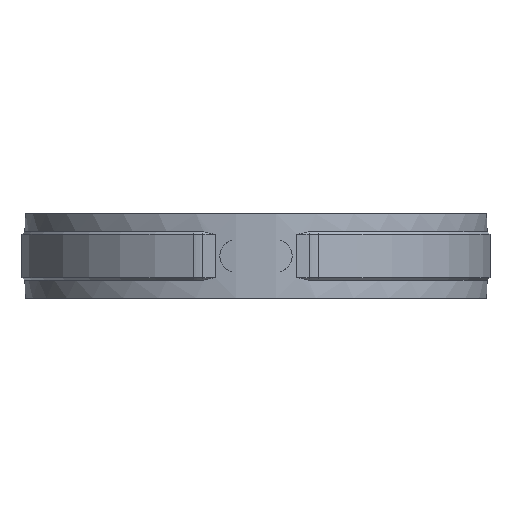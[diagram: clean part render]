
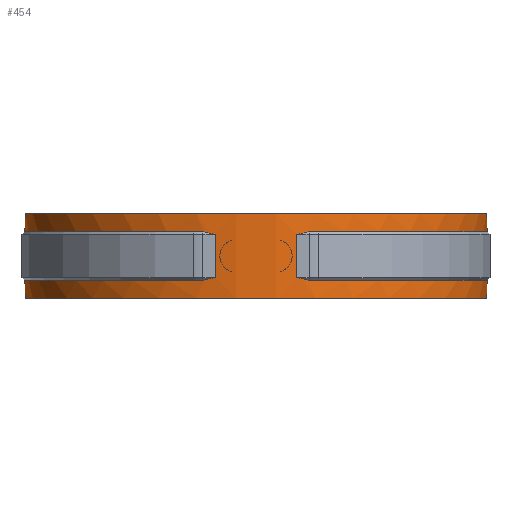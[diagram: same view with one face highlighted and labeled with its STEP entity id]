
A CAD part, front view. The second image highlights one B-rep face of the part: STEP entity #454.
In plain terms, the highlighted cylindrical face has radius 96 mm (diameter 192 mm), a partial arc.
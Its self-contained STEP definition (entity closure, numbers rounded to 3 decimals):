
#454 = ADVANCED_FACE( '', ( #806 ), #807, .T. );
#806 = FACE_OUTER_BOUND( '', #1941, .T. );
#807 = CYLINDRICAL_SURFACE( '', #1942, 96. );
#1941 = EDGE_LOOP( '', ( #4644, #4645, #4646, #4647, #4648, #4649, #4650, #4651, #4652, #4653, #4654, #4655, #4656, #4657, #4658, #4659 ) );
#1942 = AXIS2_PLACEMENT_3D( '', #4660, #4661, #4662 );
#4644 = ORIENTED_EDGE( '', *, *, #5353, .T. );
#4645 = ORIENTED_EDGE( '', *, *, #5354, .T. );
#4646 = ORIENTED_EDGE( '', *, *, #5355, .T. );
#4647 = ORIENTED_EDGE( '', *, *, #5356, .T. );
#4648 = ORIENTED_EDGE( '', *, *, #5357, .T. );
#4649 = ORIENTED_EDGE( '', *, *, #5358, .F. );
#4650 = ORIENTED_EDGE( '', *, *, #5359, .T. );
#4651 = ORIENTED_EDGE( '', *, *, #5360, .F. );
#4652 = ORIENTED_EDGE( '', *, *, #5341, .F. );
#4653 = ORIENTED_EDGE( '', *, *, #5361, .T. );
#4654 = ORIENTED_EDGE( '', *, *, #5362, .T. );
#4655 = ORIENTED_EDGE( '', *, *, #5363, .F. );
#4656 = ORIENTED_EDGE( '', *, *, #5364, .T. );
#4657 = ORIENTED_EDGE( '', *, *, #5365, .F. );
#4658 = ORIENTED_EDGE( '', *, *, #5345, .F. );
#4659 = ORIENTED_EDGE( '', *, *, #5366, .T. );
#4660 = CARTESIAN_POINT( '', ( 0., 0., -33.5 ) );
#4661 = DIRECTION( '', ( 0., 0., -1. ) );
#4662 = DIRECTION( '', ( 0., 1., 0. ) );
#5341 = EDGE_CURVE( '', #6074, #6076, #6077, .T. );
#5345 = EDGE_CURVE( '', #6082, #6069, #6084, .T. );
#5353 = EDGE_CURVE( '', #6095, #6096, #6097, .T. );
#5354 = EDGE_CURVE( '', #6096, #6098, #6099, .T. );
#5355 = EDGE_CURVE( '', #6098, #6100, #6101, .T. );
#5356 = EDGE_CURVE( '', #6100, #6102, #6103, .T. );
#5357 = EDGE_CURVE( '', #6102, #6104, #6105, .F. );
#5358 = EDGE_CURVE( '', #6106, #6104, #6107, .T. );
#5359 = EDGE_CURVE( '', #6106, #6108, #6109, .T. );
#5360 = EDGE_CURVE( '', #6076, #6108, #6110, .T. );
#5361 = EDGE_CURVE( '', #6074, #6111, #6112, .T. );
#5362 = EDGE_CURVE( '', #6111, #6113, #6114, .F. );
#5363 = EDGE_CURVE( '', #6115, #6113, #6116, .T. );
#5364 = EDGE_CURVE( '', #6115, #6117, #6118, .T. );
#5365 = EDGE_CURVE( '', #6069, #6117, #6119, .T. );
#5366 = EDGE_CURVE( '', #6082, #6095, #6120, .T. );
#6069 = VERTEX_POINT( '', #9351 );
#6074 = VERTEX_POINT( '', #9361 );
#6076 = VERTEX_POINT( '', #9364 );
#6077 = LINE( '', #9365, #9366 );
#6082 = VERTEX_POINT( '', #9373 );
#6084 = LINE( '', #9376, #9377 );
#6095 = VERTEX_POINT( '', #9395 );
#6096 = VERTEX_POINT( '', #9396 );
#6097 = LINE( '', #9397, #9398 );
#6098 = VERTEX_POINT( '', #9399 );
#6099 = CIRCLE( '', #9400, 96. );
#6100 = VERTEX_POINT( '', #9401 );
#6101 = ELLIPSE( '', #9402, 135.765, 96. );
#6102 = VERTEX_POINT( '', #9403 );
#6103 = LINE( '', #9404, #9405 );
#6104 = VERTEX_POINT( '', #9406 );
#6105 = ELLIPSE( '', #9407, 135.765, 96. );
#6106 = VERTEX_POINT( '', #9408 );
#6107 = CIRCLE( '', #9409, 96. );
#6108 = VERTEX_POINT( '', #9410 );
#6109 = LINE( '', #9411, #9412 );
#6110 = CIRCLE( '', #9413, 96. );
#6111 = VERTEX_POINT( '', #9414 );
#6112 = CIRCLE( '', #9415, 96. );
#6113 = VERTEX_POINT( '', #9416 );
#6114 = ELLIPSE( '', #9417, 135.765, 96. );
#6115 = VERTEX_POINT( '', #9418 );
#6116 = LINE( '', #9419, #9420 );
#6117 = VERTEX_POINT( '', #9421 );
#6118 = ELLIPSE( '', #9422, 135.765, 96. );
#6119 = CIRCLE( '', #9423, 96. );
#6120 = CIRCLE( '', #9424, 96. );
#9351 = CARTESIAN_POINT( '', ( -8.4, 95.632, -26. ) );
#9361 = CARTESIAN_POINT( '', ( -8.4, 95.632, -6. ) );
#9364 = CARTESIAN_POINT( '', ( -8.4, 95.632, 1.5 ) );
#9365 = CARTESIAN_POINT( '', ( -8.4, 95.632, -33.5 ) );
#9366 = VECTOR( '', #10083, 1000. );
#9373 = CARTESIAN_POINT( '', ( -8.4, 95.632, -33.5 ) );
#9376 = CARTESIAN_POINT( '', ( -8.4, 95.632, -33.5 ) );
#9377 = VECTOR( '', #10087, 1000. );
#9395 = CARTESIAN_POINT( '', ( 8.4, 95.632, -33.5 ) );
#9396 = CARTESIAN_POINT( '', ( 8.4, 95.632, -26. ) );
#9397 = CARTESIAN_POINT( '', ( 8.4, 95.632, -33.5 ) );
#9398 = VECTOR( '', #10095, 1000. );
#9399 = CARTESIAN_POINT( '', ( 21.766, -93.5, -26. ) );
#9400 = AXIS2_PLACEMENT_3D( '', #10096, #10097, #10098 );
#9401 = CARTESIAN_POINT( '', ( 16.904, -94.5, -25. ) );
#9402 = AXIS2_PLACEMENT_3D( '', #10099, #10100, #10101 );
#9403 = CARTESIAN_POINT( '', ( 16.904, -94.5, -7. ) );
#9404 = CARTESIAN_POINT( '', ( 16.904, -94.5, -26. ) );
#9405 = VECTOR( '', #10102, 1000. );
#9406 = CARTESIAN_POINT( '', ( 21.766, -93.5, -6. ) );
#9407 = AXIS2_PLACEMENT_3D( '', #10103, #10104, #10105 );
#9408 = CARTESIAN_POINT( '', ( 8.4, 95.632, -6. ) );
#9409 = AXIS2_PLACEMENT_3D( '', #10106, #10107, #10108 );
#9410 = CARTESIAN_POINT( '', ( 8.4, 95.632, 1.5 ) );
#9411 = CARTESIAN_POINT( '', ( 8.4, 95.632, -33.5 ) );
#9412 = VECTOR( '', #10109, 1000. );
#9413 = AXIS2_PLACEMENT_3D( '', #10110, #10111, #10112 );
#9414 = CARTESIAN_POINT( '', ( -21.766, -93.5, -6. ) );
#9415 = AXIS2_PLACEMENT_3D( '', #10113, #10114, #10115 );
#9416 = CARTESIAN_POINT( '', ( -16.904, -94.5, -7. ) );
#9417 = AXIS2_PLACEMENT_3D( '', #10116, #10117, #10118 );
#9418 = CARTESIAN_POINT( '', ( -16.904, -94.5, -25. ) );
#9419 = CARTESIAN_POINT( '', ( -16.904, -94.5, -26. ) );
#9420 = VECTOR( '', #10119, 1000. );
#9421 = CARTESIAN_POINT( '', ( -21.766, -93.5, -26. ) );
#9422 = AXIS2_PLACEMENT_3D( '', #10120, #10121, #10122 );
#9423 = AXIS2_PLACEMENT_3D( '', #10123, #10124, #10125 );
#9424 = AXIS2_PLACEMENT_3D( '', #10126, #10127, #10128 );
#10083 = DIRECTION( '', ( 0., 0., 1. ) );
#10087 = DIRECTION( '', ( 0., 0., 1. ) );
#10095 = DIRECTION( '', ( 0., 0., 1. ) );
#10096 = CARTESIAN_POINT( '', ( 0., 0., -26. ) );
#10097 = DIRECTION( '', ( 0., 0., -1. ) );
#10098 = DIRECTION( '', ( 1., 0., 0. ) );
#10099 = CARTESIAN_POINT( '', ( 0., 0., -119.5 ) );
#10100 = DIRECTION( '', ( 0., -0.707, -0.707 ) );
#10101 = DIRECTION( '', ( 0., -0.707, 0.707 ) );
#10102 = DIRECTION( '', ( 0., 0., 1. ) );
#10103 = CARTESIAN_POINT( '', ( 0., 0., 87.5 ) );
#10104 = DIRECTION( '', ( 0., 0.707, -0.707 ) );
#10105 = DIRECTION( '', ( 0., 0.707, 0.707 ) );
#10106 = CARTESIAN_POINT( '', ( 0., 0., -6. ) );
#10107 = DIRECTION( '', ( 0., 0., -1. ) );
#10108 = DIRECTION( '', ( 1., 0., 0. ) );
#10109 = DIRECTION( '', ( 0., 0., 1. ) );
#10110 = CARTESIAN_POINT( '', ( 0., 0., 1.5 ) );
#10111 = DIRECTION( '', ( 0., 0., 1. ) );
#10112 = DIRECTION( '', ( 1., 0., 0. ) );
#10113 = CARTESIAN_POINT( '', ( 0., 0., -6. ) );
#10114 = DIRECTION( '', ( 0., 0., 1. ) );
#10115 = DIRECTION( '', ( 1., 0., 0. ) );
#10116 = CARTESIAN_POINT( '', ( 0., 0., 87.5 ) );
#10117 = DIRECTION( '', ( 0., 0.707, -0.707 ) );
#10118 = DIRECTION( '', ( 0., 0.707, 0.707 ) );
#10119 = DIRECTION( '', ( 0., 0., 1. ) );
#10120 = CARTESIAN_POINT( '', ( 0., 0., -119.5 ) );
#10121 = DIRECTION( '', ( 0., -0.707, -0.707 ) );
#10122 = DIRECTION( '', ( 0., -0.707, 0.707 ) );
#10123 = CARTESIAN_POINT( '', ( 0., 0., -26. ) );
#10124 = DIRECTION( '', ( 0., 0., 1. ) );
#10125 = DIRECTION( '', ( 1., 0., 0. ) );
#10126 = CARTESIAN_POINT( '', ( 0., 0., -33.5 ) );
#10127 = DIRECTION( '', ( 0., 0., 1. ) );
#10128 = DIRECTION( '', ( 1., 0., 0. ) );
